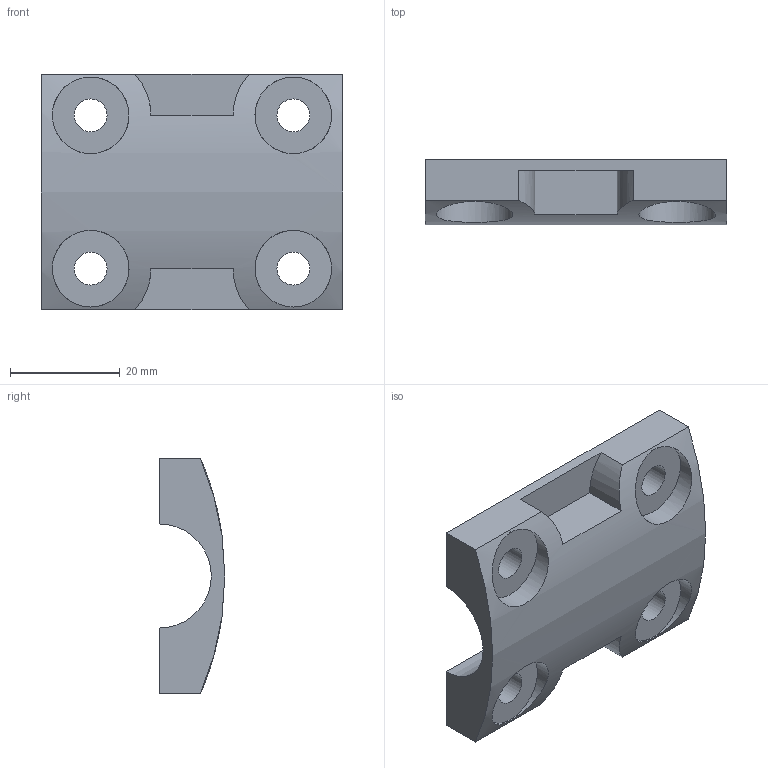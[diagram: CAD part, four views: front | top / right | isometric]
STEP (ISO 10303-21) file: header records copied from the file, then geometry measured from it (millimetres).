
FILE_DESCRIPTION(/* description */ ('Unknown'),/* implementation_level */ '2;1');
FILE_NAME(/* name */ 'roll-hoop-strut-knuckle-plain-coupler',/* time_stamp */ '2020-09-22T11:55:03+01:00',/* author */ ('Unknown'),/* organization */ ('Unknown'),/* preprocessor_version */ 'ST-DEVELOPER v16.7',/* originating_system */ 'Solid Edge',/* authorisation */ 'Unknown');
FILE_SCHEMA (('AUTOMOTIVE_DESIGN {1 0 10303 214 3 1 1}'));
Length unit declared in the file: millimetre
Products named in the file (1): roll-hoop-strut-knuckle-plain-coupler
Bounding box: 55 x 11.96 x 43 mm (x, y, z)
Volume: 12930.2 mm3; surface area: 7794.5 mm2
Topology: 1 solids, 1 shells, 28 faces, 74 edges, 52 vertices
Faces by surface type: cylinder 14, plane 14
Full cylindrical faces by diameter (mm): 6 x4, 14 x4
Entity records: 882 total; most frequent: CARTESIAN_POINT 213, DIRECTION 128, ORIENTED_EDGE 116, EDGE_CURVE 58, AXIS2_PLACEMENT_3D 49, EDGE_LOOP 48, FACE_BOUND 48, VERTEX_POINT 44
